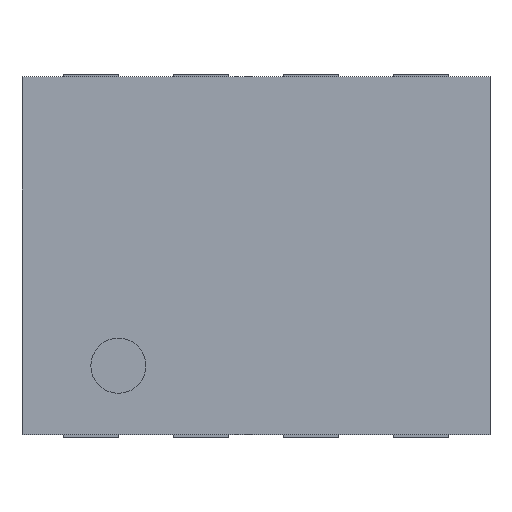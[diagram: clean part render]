
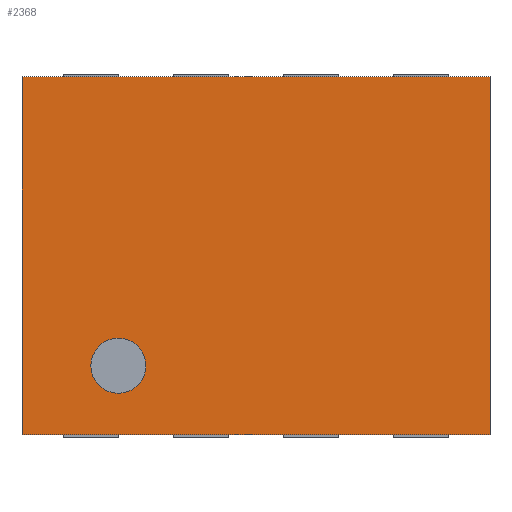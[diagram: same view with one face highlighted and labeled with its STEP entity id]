
A CAD part, top view. The second image highlights one B-rep face of the part: STEP entity #2368.
In plain terms, the highlighted planar face has unit normal (0, 0, 1).
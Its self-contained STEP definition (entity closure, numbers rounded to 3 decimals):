
#183 = DIRECTION ( 'NONE',  ( 0., -1., 0. ) ) ;
#248 = EDGE_LOOP ( 'NONE', ( #2372, #2946, #927, #2436 ) ) ;
#330 = VECTOR ( 'NONE', #2183, 1000. ) ;
#342 = CARTESIAN_POINT ( 'NONE',  ( 0.85, -0.65, 0.8 ) ) ;
#353 = DIRECTION ( 'NONE',  ( 0., 1., 0. ) ) ;
#378 = DIRECTION ( 'NONE',  ( 0., 0., 1. ) ) ;
#399 = VERTEX_POINT ( 'NONE', #2906 ) ;
#662 = LINE ( 'NONE', #2716, #1043 ) ;
#710 = VECTOR ( 'NONE', #353, 1000. ) ;
#834 = LINE ( 'NONE', #1066, #1820 ) ;
#862 = AXIS2_PLACEMENT_3D ( 'NONE', #2449, #378, #2896 ) ;
#868 = FACE_OUTER_BOUND ( 'NONE', #248, .T. ) ;
#927 = ORIENTED_EDGE ( 'NONE', *, *, #1546, .F. ) ;
#1043 = VECTOR ( 'NONE', #183, 1000. ) ;
#1066 = CARTESIAN_POINT ( 'NONE',  ( -0.85, 0.65, 0.8 ) ) ;
#1106 = PLANE ( 'NONE',  #862 ) ;
#1178 = EDGE_CURVE ( 'NONE', #1447, #1452, #1485, .T. ) ;
#1438 = CARTESIAN_POINT ( 'NONE',  ( -0.85, -0.65, 0.8 ) ) ;
#1447 = VERTEX_POINT ( 'NONE', #2805 ) ;
#1452 = VERTEX_POINT ( 'NONE', #1438 ) ;
#1485 = LINE ( 'NONE', #342, #330 ) ;
#1497 = VERTEX_POINT ( 'NONE', #2886 ) ;
#1546 = EDGE_CURVE ( 'NONE', #1452, #399, #2154, .T. ) ;
#1820 = VECTOR ( 'NONE', #1942, 1000. ) ;
#1942 = DIRECTION ( 'NONE',  ( 1., 0., 0. ) ) ;
#2154 = LINE ( 'NONE', #2178, #710 ) ;
#2178 = CARTESIAN_POINT ( 'NONE',  ( -0.85, -0.65, 0.8 ) ) ;
#2183 = DIRECTION ( 'NONE',  ( -1., 0., 0. ) ) ;
#2351 = EDGE_CURVE ( 'NONE', #1497, #1447, #662, .T. ) ;
#2368 = ADVANCED_FACE ( 'NONE', ( #868 ), #1106, .T. ) ;
#2372 = ORIENTED_EDGE ( 'NONE', *, *, #2351, .F. ) ;
#2436 = ORIENTED_EDGE ( 'NONE', *, *, #1178, .F. ) ;
#2449 = CARTESIAN_POINT ( 'NONE',  ( -0.85, 0.65, 0.8 ) ) ;
#2467 = EDGE_CURVE ( 'NONE', #399, #1497, #834, .T. ) ;
#2716 = CARTESIAN_POINT ( 'NONE',  ( 0.85, 0.65, 0.8 ) ) ;
#2805 = CARTESIAN_POINT ( 'NONE',  ( 0.85, -0.65, 0.8 ) ) ;
#2886 = CARTESIAN_POINT ( 'NONE',  ( 0.85, 0.65, 0.8 ) ) ;
#2896 = DIRECTION ( 'NONE',  ( 1., 0., 0. ) ) ;
#2906 = CARTESIAN_POINT ( 'NONE',  ( -0.85, 0.65, 0.8 ) ) ;
#2946 = ORIENTED_EDGE ( 'NONE', *, *, #2467, .F. ) ;
